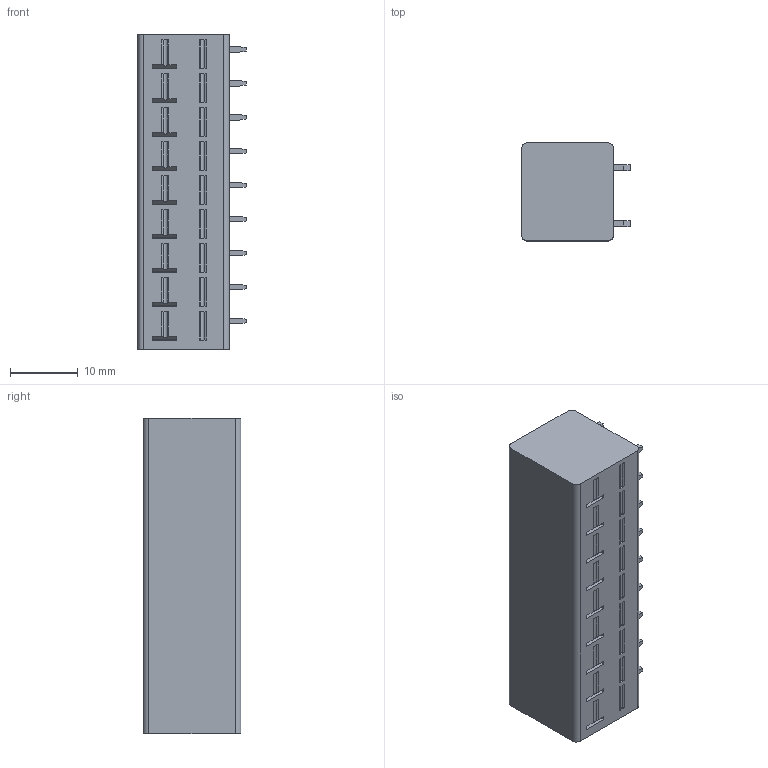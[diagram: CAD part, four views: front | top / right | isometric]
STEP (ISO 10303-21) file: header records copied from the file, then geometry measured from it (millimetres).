
FILE_DESCRIPTION((''),'2;1');
FILE_NAME('PRT0010','2024-09-23T',('sj'),(''),'PRO/ENGINEER BY PARAMETRIC TECHNOLOGY CORPORATION, 2013240','PRO/ENGINEER BY PARAMETRIC TECHNOLOGY CORPORATION, 2013240','');
FILE_SCHEMA(('AUTOMOTIVE_DESIGN_CC2 { 1 2 10303 214 -1 1 5 2 }'));
Length unit declared in the file: millimetre
Products named in the file (1): PRT0010
Bounding box: 16 x 14.4 x 46.4 mm (x, y, z)
Volume: 8579.1 mm3; surface area: 3504 mm2
Topology: 1 solids, 1 shells, 505 faces, 1239 edges, 790 vertices
Faces by surface type: plane 285, cylinder 148, torus 36, cone 18, bspline 18
Entity records: 15664 total; most frequent: CARTESIAN_POINT 3748, ORIENTED_EDGE 2478, DIRECTION 2419, EDGE_CURVE 1239, AXIS2_PLACEMENT_3D 810, VECTOR 799, LINE 799, VERTEX_POINT 790
